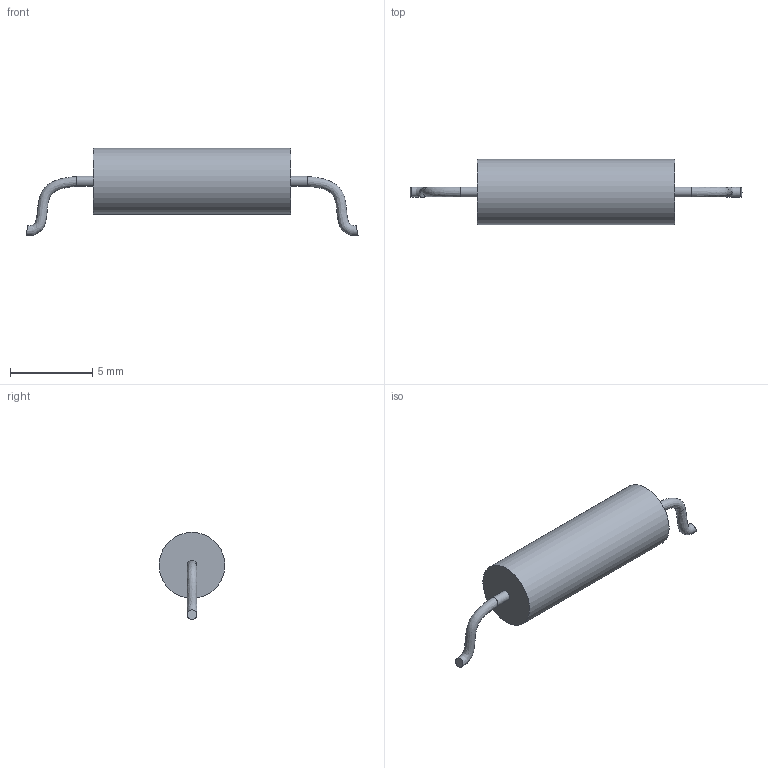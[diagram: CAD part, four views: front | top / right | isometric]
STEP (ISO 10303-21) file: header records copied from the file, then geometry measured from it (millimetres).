
FILE_DESCRIPTION(('STEP AP242'), '1');
FILE_NAME('櫻蠉錪', '', ('UNSPECIFIED'), ('UNSPECIFIED'), 'C3D Converter', 'C3D Toolkit', '');
FILE_SCHEMA(('AP242_MANAGED_MODEL_BASED_3D_ENGINEERING_MIM_LF { 1 0 10303 442 1 1 4 }'));
Length unit declared in the file: millimetre
Bounding box: 20.16 x 4 x 5.29 mm (x, y, z)
Volume: 154.1 mm3; surface area: 198.2 mm2
Topology: 1 solids, 1 shells, 9 faces, 15 edges, 10 vertices
Faces by surface type: plane 4, cylinder 3, bspline 2
Full cylindrical faces by diameter (mm): 0.6 x2, 4 x1
Entity records: 1318 total; most frequent: CARTESIAN_POINT 1048, DIRECTION 36, ORIENTED_EDGE 20, AXIS2_PLACEMENT_3D 18, EDGE_LOOP 16, COLOUR_RGB 10, FILL_AREA_STYLE_COLOUR 10, FILL_AREA_STYLE 10
